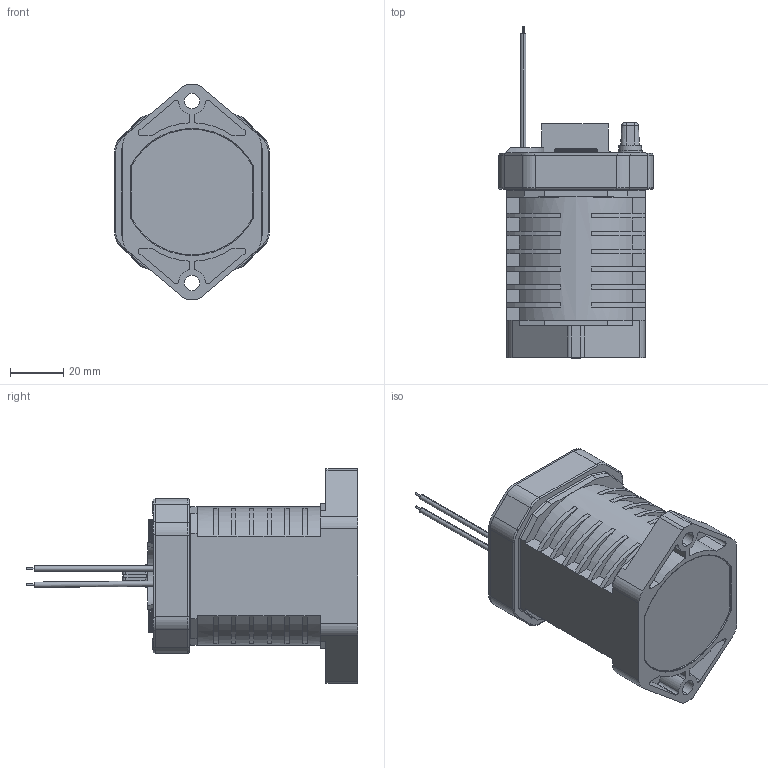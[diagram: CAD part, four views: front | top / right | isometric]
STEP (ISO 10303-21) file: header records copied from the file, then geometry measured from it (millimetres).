
FILE_DESCRIPTION((''),'2;1');
FILE_NAME('EVQ400_M6__6_ASM','2023-07-27T13:11:36',('DELL'),(''),'CREO PARAMETRIC BY PTC INC, 2022073','CREO PARAMETRIC BY PTC INC, 2022073','');
FILE_SCHEMA(('CONFIG_CONTROL_DESIGN'));
Length unit declared in the file: millimetre
Products named in the file (19): SL-0016_____1_1_1; __1-95443_1_1_1; __4_1_1_1; __3_1_1_1; __6_1_1_1; __7_1_1_1; __5_1_1_1; __9_1_1_1; __1-61681_1_1_1; __8_1_1_1; __1-83614_1_1_1; __2-90122_1_1_1; SL-0052A____ASM_1_ASM_1_ASM_1_ASM; __2-65183_1_1_1; JS-0035____1_1_1; EVQ200___1_1_1; JCQ200_ASM_1_ASM_1_ASM_1_ASM; EVQL400_ASM_1_ASM; EVQ400_M6__6_ASM
Assembly tree (19 placements, depth 5):
  EVQ400_M6__6_ASM
    EVQL400_ASM_1_ASM
      JCQ200_ASM_1_ASM_1_ASM_1_ASM
        SL-0016_____1_1_1
        __1-95443_1_1_1
        SL-0052A____ASM_1_ASM_1_ASM_1_ASM
          __4_1_1_1
          __3_1_1_1
          __6_1_1_1
          __7_1_1_1
          __5_1_1_1
          __9_1_1_1
          __1-61681_1_1_1
          __8_1_1_1
          __1-83614_1_1_1
          __2-90122_1_1_1
        __2-65183_1_1_1
        JS-0035____1_1_1  x2
        EVQ200___1_1_1
Bounding box: 58.2 x 124.67 x 80.5 mm (x, y, z)
Volume: 172802.5 mm3; surface area: 41661 mm2
Topology: 16 solids, 18 shells, 1338 faces, 3671 edges, 2392 vertices
Faces by surface type: plane 659, cylinder 347, cone 268, torus 35, extrusion 21, bspline 8
Entity records: 33471 total; most frequent: CARTESIAN_POINT 7481, ORIENTED_EDGE 5470, DIRECTION 5297, EDGE_CURVE 2735, AXIS2_PLACEMENT_3D 1839, VERTEX_POINT 1774, VECTOR 1619, LINE 1598
